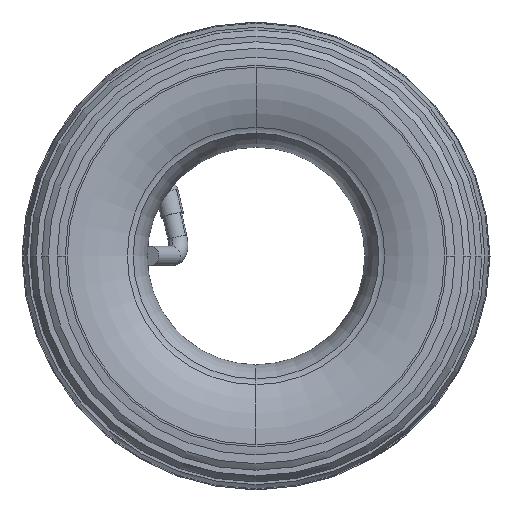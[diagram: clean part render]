
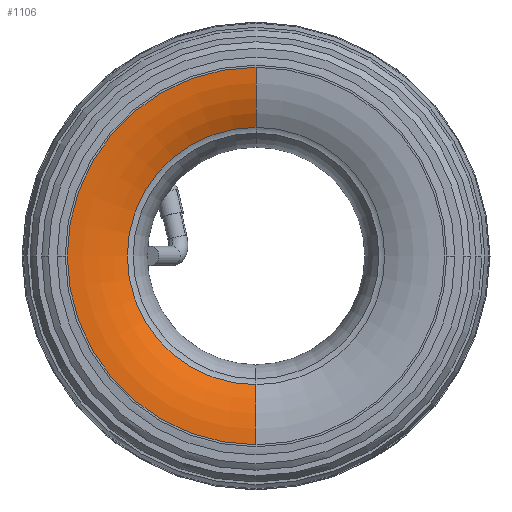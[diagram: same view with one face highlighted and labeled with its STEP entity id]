
A CAD part, left-side view. The second image highlights one B-rep face of the part: STEP entity #1106.
In plain terms, the highlighted toroidal (fillet/blend) face has major radius 80.671 mm and minor radius 50 mm.
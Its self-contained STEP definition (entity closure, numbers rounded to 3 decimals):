
#52 = AXIS2_PLACEMENT_3D ( 'NONE', #2532, #2862, #1206 ) ;
#56 = EDGE_CURVE ( 'NONE', #1509, #3005, #691, .T. ) ;
#219 = AXIS2_PLACEMENT_3D ( 'NONE', #2338, #1330, #1266 ) ;
#384 = TOROIDAL_SURFACE ( 'NONE', #1084, 80.671, 50. ) ;
#390 = EDGE_CURVE ( 'NONE', #3296, #1509, #1248, .T. ) ;
#411 = DIRECTION ( 'NONE',  ( 0., 0., 1. ) ) ;
#691 = CIRCLE ( 'NONE', #1251, 55. ) ;
#783 = CIRCLE ( 'NONE', #219, 80.671 ) ;
#832 = CARTESIAN_POINT ( 'NONE',  ( -25., 0., -80.671 ) ) ;
#963 = CARTESIAN_POINT ( 'NONE',  ( -17.907, 0., -55. ) ) ;
#1084 = AXIS2_PLACEMENT_3D ( 'NONE', #2334, #2994, #3661 ) ;
#1106 = ADVANCED_FACE ( 'NONE', ( #4386 ), #384, .T. ) ;
#1206 = DIRECTION ( 'NONE',  ( 0., 0., -1. ) ) ;
#1248 = CIRCLE ( 'NONE', #52, 50. ) ;
#1251 = AXIS2_PLACEMENT_3D ( 'NONE', #1480, #3842, #411 ) ;
#1266 = DIRECTION ( 'NONE',  ( 0., 0., 1. ) ) ;
#1298 = ORIENTED_EDGE ( 'NONE', *, *, #390, .F. ) ;
#1330 = DIRECTION ( 'NONE',  ( -1., 0., 0. ) ) ;
#1402 = ORIENTED_EDGE ( 'NONE', *, *, #56, .F. ) ;
#1480 = CARTESIAN_POINT ( 'NONE',  ( -17.907, 0., 0. ) ) ;
#1486 = EDGE_LOOP ( 'NONE', ( #2634, #1663, #1402, #1298 ) ) ;
#1509 = VERTEX_POINT ( 'NONE', #4101 ) ;
#1663 = ORIENTED_EDGE ( 'NONE', *, *, #4340, .T. ) ;
#1838 = CARTESIAN_POINT ( 'NONE',  ( 25., 0., -80.671 ) ) ;
#2334 = CARTESIAN_POINT ( 'NONE',  ( 25., 0., 0. ) ) ;
#2338 = CARTESIAN_POINT ( 'NONE',  ( -25., 0., 0. ) ) ;
#2532 = CARTESIAN_POINT ( 'NONE',  ( 25., 0., 80.671 ) ) ;
#2589 = DIRECTION ( 'NONE',  ( 0., 1., 0. ) ) ;
#2634 = ORIENTED_EDGE ( 'NONE', *, *, #3212, .T. ) ;
#2697 = AXIS2_PLACEMENT_3D ( 'NONE', #1838, #2589, #3970 ) ;
#2846 = VERTEX_POINT ( 'NONE', #832 ) ;
#2862 = DIRECTION ( 'NONE',  ( 0., -1., 0. ) ) ;
#2994 = DIRECTION ( 'NONE',  ( -1., 0., 0. ) ) ;
#3005 = VERTEX_POINT ( 'NONE', #963 ) ;
#3038 = CIRCLE ( 'NONE', #2697, 50. ) ;
#3083 = CARTESIAN_POINT ( 'NONE',  ( -25., 0., 80.671 ) ) ;
#3212 = EDGE_CURVE ( 'NONE', #3296, #2846, #783, .T. ) ;
#3296 = VERTEX_POINT ( 'NONE', #3083 ) ;
#3661 = DIRECTION ( 'NONE',  ( 0., 0., 1. ) ) ;
#3842 = DIRECTION ( 'NONE',  ( -1., 0., 0. ) ) ;
#3970 = DIRECTION ( 'NONE',  ( 0., 0., 1. ) ) ;
#4101 = CARTESIAN_POINT ( 'NONE',  ( -17.907, 0., 55. ) ) ;
#4340 = EDGE_CURVE ( 'NONE', #2846, #3005, #3038, .T. ) ;
#4386 = FACE_OUTER_BOUND ( 'NONE', #1486, .T. ) ;
